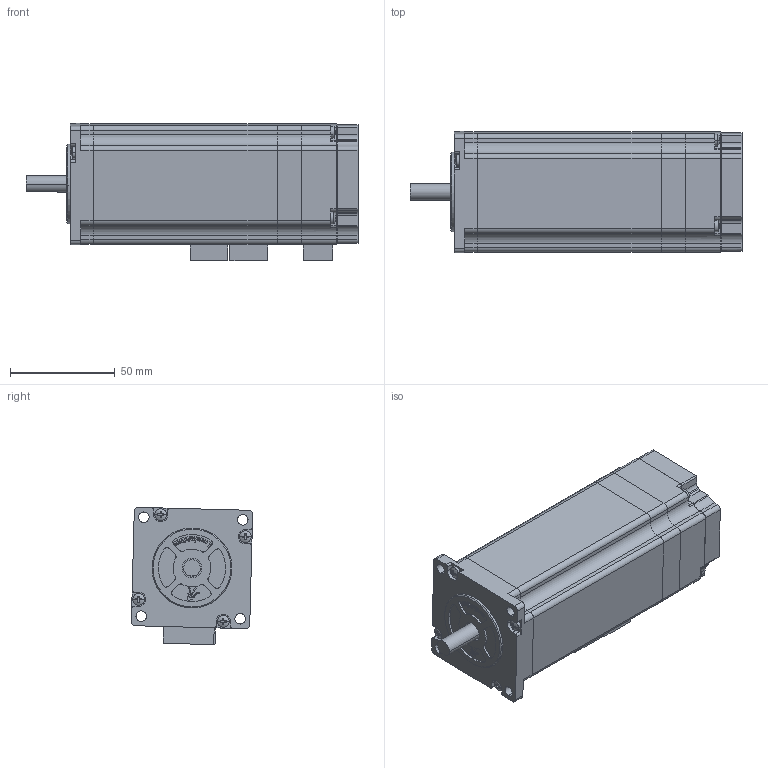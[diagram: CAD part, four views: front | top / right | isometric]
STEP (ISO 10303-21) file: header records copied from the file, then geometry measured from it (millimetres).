
FILE_DESCRIPTION(('HOOPS Exchange Step'),'2;1');
FILE_NAME('export-D756034E-4477-4103-9E6F-04FAAD9D94BA.stp','2023-05-03T15:40:36+02:00',('Engineering'),('Alibre'),'HOOPS Exchange 2021.0','Alibre','Unknown authorisation');
FILE_SCHEMA( ('AP242_MANAGED_MODEL_BASED_3D_ENGINEERING_MIM_LF {1 0 10303 442 1 1 4 }') );
Length unit declared in the file: millimetre
Products named in the file (12): 6285-7 Closed Loop Stepper Motor with Brake NEMA23-2.3Nm CS-M22323B (2phase); 6285-1 Closed Loop Stepper Motor with Brake NEMA23-2.3Nm CS-M22323B (2phase); 6285-8 Closed Loop Stepper Motor with Brake NEMA23-2.3Nm CS-M22323B (2phase); 6285-2 Closed Loop Stepper Motor with Brake NEMA23-2.3Nm CS-M22323B (2phase) pan head screws; 6285-4 Closed Loop Stepper Motor with Brake NEMA23-2.3Nm CS-M22323B (2phase) M3X16; 6285-3 Closed Loop Stepper Motor with Brake NEMA23-2.3Nm CS-M22323B (2phase) M3X30; 6285-5 Closed Loop Stepper Motor with Brake NEMA23-2.3Nm CS-M22323B (2phase); 6285-6 Closed Loop Stepper Motor with Brake NEMA23-2.3Nm CS-M22323B (2phase) M3X20-20; 6285-9 Closed Loop Stepper Motor with Brake NEMA23-2.3Nm CS-M22323B (2phase); 6285-11 Closed Loop Stepper Motor with Brake NEMA23-2.3Nm CS-M22323B (2phase); 6285-10 Closed Loop Stepper Motor with Brake NEMA23-2.3Nm CS-M22323B (2phase); 6285 Closed Loop Stepper Motor with Brake NEMA23-2.3Nm CS-M22323B (2phase)
Assembly tree (16 placements, depth 2):
  6285 Closed Loop Stepper Motor with Brake NEMA23-2.3Nm CS-M22323B (2phase)
    6285-7 Closed Loop Stepper Motor with Brake NEMA23-2.3Nm CS-M22323B (2phase)
    6285-1 Closed Loop Stepper Motor with Brake NEMA23-2.3Nm CS-M22323B (2phase)
    6285-8 Closed Loop Stepper Motor with Brake NEMA23-2.3Nm CS-M22323B (2phase)
    6285-2 Closed Loop Stepper Motor with Brake NEMA23-2.3Nm CS-M22323B (2phase) pan head screws
    6285-4 Closed Loop Stepper Motor with Brake NEMA23-2.3Nm CS-M22323B (2phase) M3X16
    6285-3 Closed Loop Stepper Motor with Brake NEMA23-2.3Nm CS-M22323B (2phase) M3X30  x4
    6285-5 Closed Loop Stepper Motor with Brake NEMA23-2.3Nm CS-M22323B (2phase)  x2
    6285-6 Closed Loop Stepper Motor with Brake NEMA23-2.3Nm CS-M22323B (2phase) M3X20-20  x2
    6285-9 Closed Loop Stepper Motor with Brake NEMA23-2.3Nm CS-M22323B (2phase)
    6285-11 Closed Loop Stepper Motor with Brake NEMA23-2.3Nm CS-M22323B (2phase)
    6285-10 Closed Loop Stepper Motor with Brake NEMA23-2.3Nm CS-M22323B (2phase)
Bounding box: 158.1 x 57.77 x 65.39 mm (x, y, z)
Volume: 288233.6 mm3; surface area: 89136.8 mm2
Topology: 16 solids, 16 shells, 1650 faces, 4365 edges, 2795 vertices
Faces by surface type: cylinder 719, plane 553, cone 257, bspline 105, sphere 16
Entity records: 51763 total; most frequent: CARTESIAN_POINT 12248, DIRECTION 8449, ORIENTED_EDGE 8194, EDGE_CURVE 4097, AXIS2_PLACEMENT_3D 3120, VERTEX_POINT 2619, VECTOR 2209, LINE 2209
